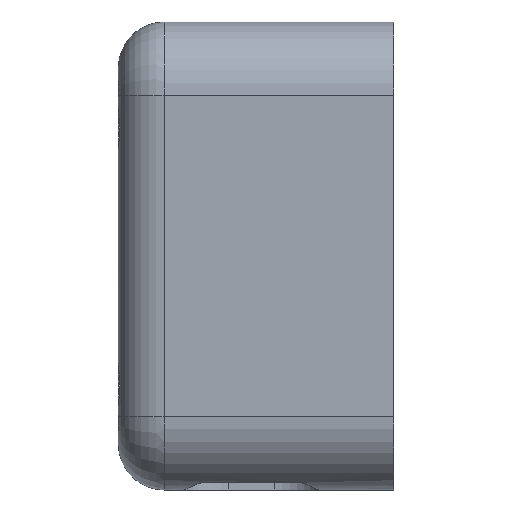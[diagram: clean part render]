
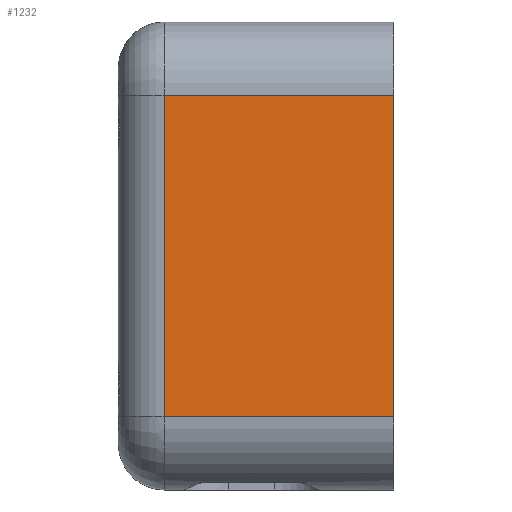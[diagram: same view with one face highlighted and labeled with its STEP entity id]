
A CAD part, left-side view. The second image highlights one B-rep face of the part: STEP entity #1232.
In plain terms, the highlighted planar face has unit normal (-1, 0, 0).
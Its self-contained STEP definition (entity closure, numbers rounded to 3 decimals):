
#209 = VECTOR ( 'NONE', #3504, 1000. ) ;
#305 = LINE ( 'NONE', #608, #209 ) ;
#421 = VERTEX_POINT ( 'NONE', #3384 ) ;
#599 = ORIENTED_EDGE ( 'NONE', *, *, #2633, .F. ) ;
#608 = CARTESIAN_POINT ( 'NONE',  ( 0., 0., -8. ) ) ;
#976 = EDGE_CURVE ( 'NONE', #1097, #2431, #305, .T. ) ;
#1097 = VERTEX_POINT ( 'NONE', #4013 ) ;
#1133 = DIRECTION ( 'NONE',  ( 0., 0., -1. ) ) ;
#1192 = CARTESIAN_POINT ( 'NONE',  ( 0., 30., -8. ) ) ;
#1232 = ADVANCED_FACE ( 'NONE', ( #3692 ), #2958, .F. ) ;
#1240 = VECTOR ( 'NONE', #1252, 1000. ) ;
#1252 = DIRECTION ( 'NONE',  ( 0., -1., 0. ) ) ;
#1425 = ORIENTED_EDGE ( 'NONE', *, *, #3466, .T. ) ;
#1815 = CARTESIAN_POINT ( 'NONE',  ( 0., 30., -43. ) ) ;
#1863 = LINE ( 'NONE', #1815, #2972 ) ;
#2431 = VERTEX_POINT ( 'NONE', #2461 ) ;
#2461 = CARTESIAN_POINT ( 'NONE',  ( 0., 0., -8. ) ) ;
#2633 = EDGE_CURVE ( 'NONE', #421, #2431, #4172, .T. ) ;
#2644 = ORIENTED_EDGE ( 'NONE', *, *, #3662, .T. ) ;
#2647 = DIRECTION ( 'NONE',  ( 0., 0., -1. ) ) ;
#2958 = PLANE ( 'NONE',  #3677 ) ;
#2972 = VECTOR ( 'NONE', #3243, 1000. ) ;
#3048 = DIRECTION ( 'NONE',  ( 1., 0., 0. ) ) ;
#3243 = DIRECTION ( 'NONE',  ( 0., -1., 0. ) ) ;
#3252 = VERTEX_POINT ( 'NONE', #3710 ) ;
#3328 = EDGE_LOOP ( 'NONE', ( #599, #1425, #2644, #3841 ) ) ;
#3384 = CARTESIAN_POINT ( 'NONE',  ( 0., 25., -8. ) ) ;
#3466 = EDGE_CURVE ( 'NONE', #421, #3252, #3985, .T. ) ;
#3504 = DIRECTION ( 'NONE',  ( 0., 0., 1. ) ) ;
#3662 = EDGE_CURVE ( 'NONE', #3252, #1097, #1863, .T. ) ;
#3677 = AXIS2_PLACEMENT_3D ( 'NONE', #1192, #3048, #2647 ) ;
#3692 = FACE_OUTER_BOUND ( 'NONE', #3328, .T. ) ;
#3710 = CARTESIAN_POINT ( 'NONE',  ( 0., 25., -43. ) ) ;
#3794 = CARTESIAN_POINT ( 'NONE',  ( 0., 30., -8. ) ) ;
#3841 = ORIENTED_EDGE ( 'NONE', *, *, #976, .T. ) ;
#3985 = LINE ( 'NONE', #4385, #4110 ) ;
#4013 = CARTESIAN_POINT ( 'NONE',  ( 0., 0., -43. ) ) ;
#4110 = VECTOR ( 'NONE', #1133, 1000. ) ;
#4172 = LINE ( 'NONE', #3794, #1240 ) ;
#4385 = CARTESIAN_POINT ( 'NONE',  ( 0., 25., -8. ) ) ;
